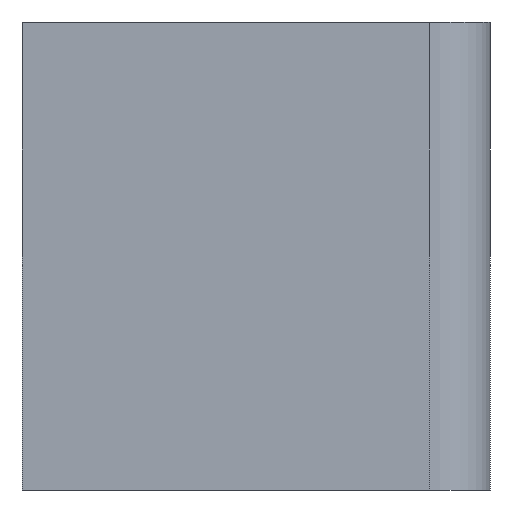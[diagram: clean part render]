
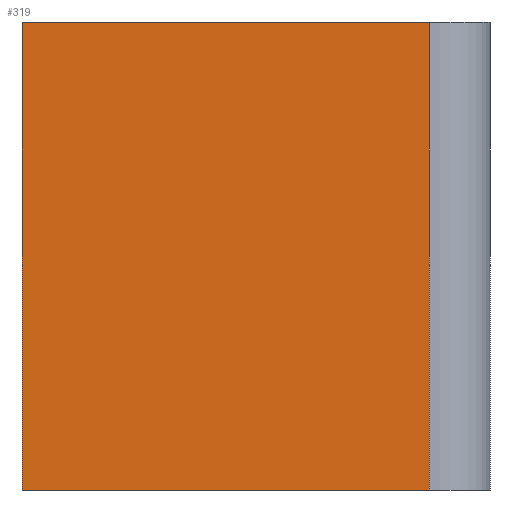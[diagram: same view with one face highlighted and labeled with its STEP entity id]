
A CAD part, left-side view. The second image highlights one B-rep face of the part: STEP entity #319.
In plain terms, the highlighted planar face has unit normal (-1, 0, 0).
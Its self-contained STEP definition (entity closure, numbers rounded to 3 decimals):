
#16=PLANE('',#357);
#35=FACE_OUTER_BOUND('',#57,.T.);
#57=EDGE_LOOP('',(#233,#234,#235,#236));
#77=LINE('',#487,#113);
#82=LINE('',#499,#118);
#83=LINE('',#501,#119);
#84=LINE('',#502,#120);
#113=VECTOR('',#389,10.);
#118=VECTOR('',#400,10.);
#119=VECTOR('',#401,10.);
#120=VECTOR('',#402,10.);
#158=VERTEX_POINT('',#484);
#159=VERTEX_POINT('',#486);
#163=VERTEX_POINT('',#498);
#164=VERTEX_POINT('',#500);
#182=EDGE_CURVE('',#158,#159,#77,.T.);
#188=EDGE_CURVE('',#163,#158,#82,.T.);
#189=EDGE_CURVE('',#164,#163,#83,.T.);
#190=EDGE_CURVE('',#164,#159,#84,.T.);
#233=ORIENTED_EDGE('',*,*,#182,.F.);
#234=ORIENTED_EDGE('',*,*,#188,.F.);
#235=ORIENTED_EDGE('',*,*,#189,.F.);
#236=ORIENTED_EDGE('',*,*,#190,.T.);
#319=ADVANCED_FACE('',(#35),#16,.T.);
#357=AXIS2_PLACEMENT_3D('',#497,#398,#399);
#389=DIRECTION('',(0.,0.,-1.));
#398=DIRECTION('center_axis',(-1.,0.,0.));
#399=DIRECTION('ref_axis',(0.,-1.,0.));
#400=DIRECTION('',(0.,-1.,0.));
#401=DIRECTION('',(0.,0.,1.));
#402=DIRECTION('',(0.,-1.,0.));
#484=CARTESIAN_POINT('',(-6.5,6.5,100.));
#486=CARTESIAN_POINT('',(-6.5,6.5,0.));
#487=CARTESIAN_POINT('',(-6.5,6.5,0.));
#497=CARTESIAN_POINT('Origin',(-6.5,93.5,0.));
#498=CARTESIAN_POINT('',(-6.5,93.5,100.));
#499=CARTESIAN_POINT('',(-6.5,93.5,100.));
#500=CARTESIAN_POINT('',(-6.5,93.5,0.));
#501=CARTESIAN_POINT('',(-6.5,93.5,0.));
#502=CARTESIAN_POINT('',(-6.5,93.5,0.));
